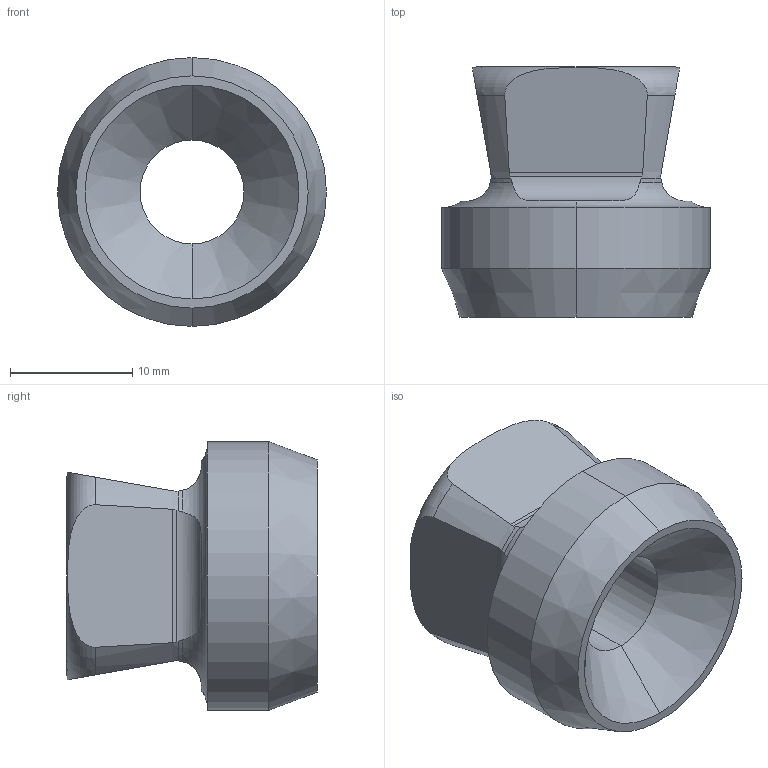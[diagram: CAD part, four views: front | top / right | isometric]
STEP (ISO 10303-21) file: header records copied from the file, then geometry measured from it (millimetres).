
FILE_DESCRIPTION (( 'STEP AP214' ), '1' );
FILE_NAME ('TI.2K.PT10.STEP', '2023-01-23T08:36:54', ( '' ), ( '' ), 'SwSTEP 2.0', 'SolidWorks 2022', '' );
FILE_SCHEMA (( 'AUTOMOTIVE_DESIGN' ));
Length unit declared in the file: millimetre
Products named in the file (1): TI.2K.PT10
Bounding box: 22 x 20.5 x 22 mm (x, y, z)
Volume: 4299.6 mm3; surface area: 2305.6 mm2
Topology: 1 solids, 1 shells, 41 faces, 108 edges, 70 vertices
Faces by surface type: cylinder 12, plane 11, cone 10, torus 8
Entity records: 1592 total; most frequent: CARTESIAN_POINT 570, ORIENTED_EDGE 216, DIRECTION 186, EDGE_CURVE 108, AXIS2_PLACEMENT_3D 82, VERTEX_POINT 70, B_SPLINE_CURVE_WITH_KNOTS 46, EDGE_LOOP 44
